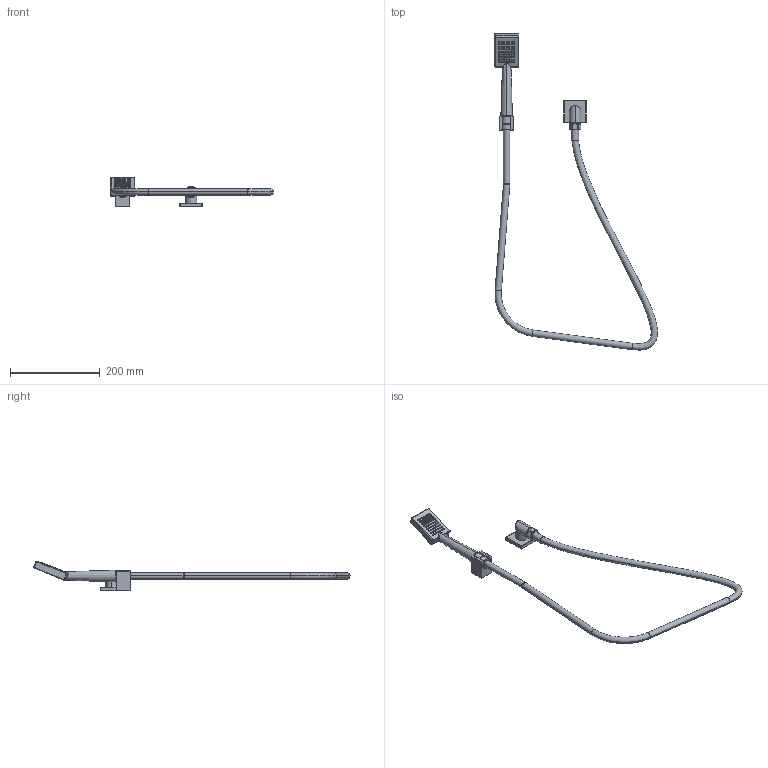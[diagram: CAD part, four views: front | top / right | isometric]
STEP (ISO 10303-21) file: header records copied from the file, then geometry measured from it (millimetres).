
FILE_DESCRIPTION((''),'2;1');
FILE_NAME('280M','2023-02-16T09:36:50',('rsmith'),(''),'CREO PARAMETRIC BY PTC INC, 2019352','CREO PARAMETRIC BY PTC INC, 2019352','');
FILE_SCHEMA(('CONFIG_CONTROL_DESIGN'));
Length unit declared in the file: inch
Products named in the file (1): 280M
Bounding box: 362.51 x 703.58 x 66.04 mm (x, y, z)
Volume: 408082.7 mm3; surface area: 100322.7 mm2
Topology: 3 solids, 3 shells, 688 faces, 1402 edges, 857 vertices
Faces by surface type: cylinder 322, plane 166, cone 136, sphere 24, bspline 22, torus 18
Entity records: 20173 total; most frequent: CARTESIAN_POINT 5116, DIRECTION 3520, ORIENTED_EDGE 2804, AXIS2_PLACEMENT_3D 1504, EDGE_CURVE 1402, VERTEX_POINT 857, CIRCLE 838, EDGE_LOOP 825
